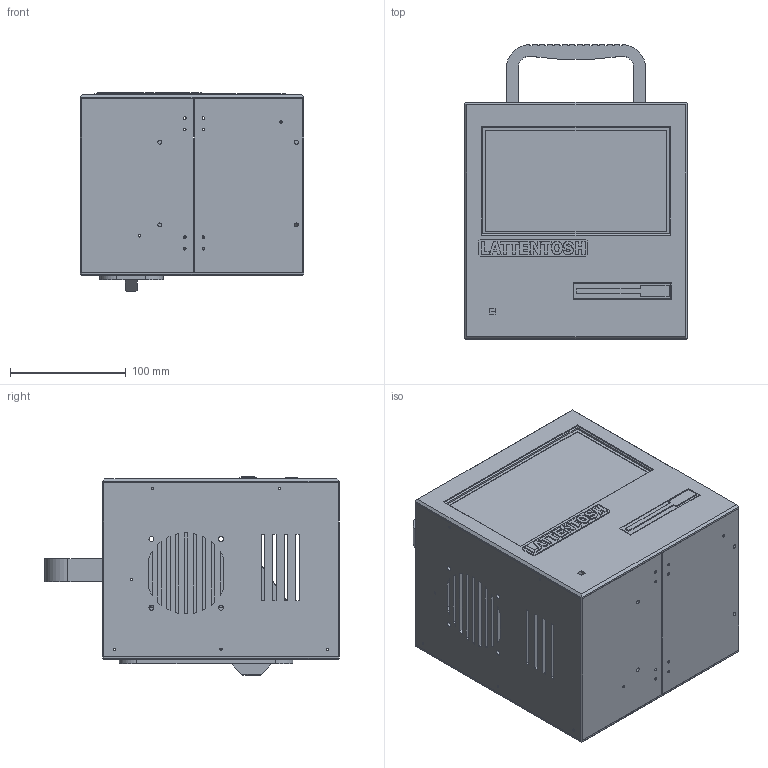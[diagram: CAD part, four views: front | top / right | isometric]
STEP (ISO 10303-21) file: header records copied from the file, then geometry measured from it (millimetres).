
FILE_DESCRIPTION(/* description */ (''),/* implementation_level */ '2;1');
FILE_NAME(/* name */ 'GameBox v32.step',/* time_stamp */ '2022-09-01T00:32:58+05:30',/* author */ (''),/* organization */ (''),/* preprocessor_version */ 'ST-DEVELOPER v19',/* originating_system */ 'Autodesk Translation Framework v11.7.0.108',/* authorisation */ '');
FILE_SCHEMA (('AUTOMOTIVE_DESIGN { 1 0 10303 214 3 1 1 }'));
Length unit declared in the file: millimetre
Products named in the file (19): GameBox; SCREEN; BASE BODY; MID BODY; LATTE PANDA; SPEAKER ; LID; funnel; FAN; SPEAKER; TYPE C BOARD; HANDLE; Internal support; Holder1\; Floppy; Nametag; ADAPTER; ADAPTER Holder; Lid of LID
Assembly tree (21 placements, depth 2):
  GameBox
    SCREEN
    BASE BODY
    MID BODY
    LATTE PANDA
    SPEAKER 
    LID
    funnel
    FAN
    SPEAKER
    TYPE C BOARD
    HANDLE
    Internal support
    Holder1\  x4
    Floppy
    Nametag
    ADAPTER
    ADAPTER Holder
    Lid of LID
Bounding box: 193 x 254.5 x 172 mm (x, y, z)
Volume: 1165239 mm3; surface area: 638512.6 mm2
Topology: 27 solids, 27 shells, 1165 faces, 3074 edges, 2035 vertices
Faces by surface type: plane 864, cylinder 225, bspline 72, torus 4
Full cylindrical faces by diameter (mm): 2 x44, 2.2 x44, 2.5 x6, 3 x4, 3.2 x1, 3.4 x11, 4.3 x16, 4.4 x8, 8 x2, 40 x2, 75 x2, 76.291 x1, 76.5 x2, 80.4 x1
Entity records: 36765 total; most frequent: CARTESIAN_POINT 7388, ORIENTED_EDGE 6004, DIRECTION 5531, EDGE_CURVE 3002, LINE 2391, VECTOR 2391, VERTEX_POINT 1987, AXIS2_PLACEMENT_3D 1570
